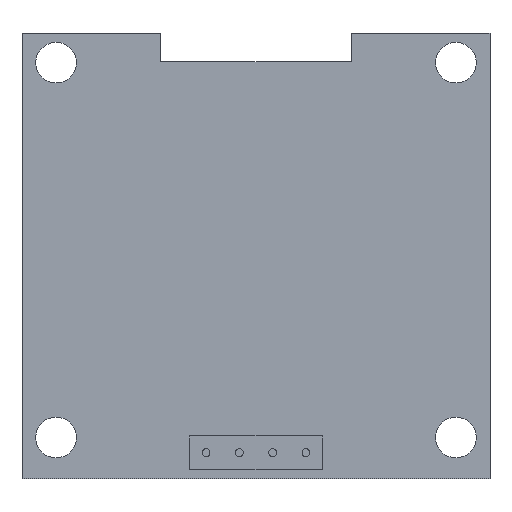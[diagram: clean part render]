
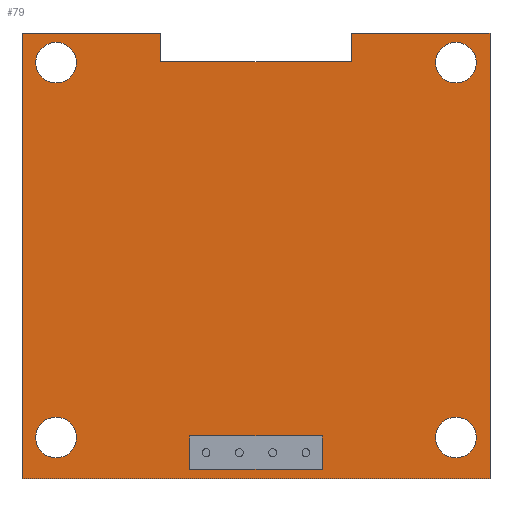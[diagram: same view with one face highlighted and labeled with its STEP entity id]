
A CAD part, front view. The second image highlights one B-rep face of the part: STEP entity #79.
In plain terms, the highlighted planar face has unit normal (0, -1, 0).
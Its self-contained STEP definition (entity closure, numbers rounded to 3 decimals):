
#79=ADVANCED_FACE('',(#369,#371,#373,#375,#377,#379,#381,#383,#385),#387,.T.);
#369=FACE_BOUND('',#370,.T.);
#370=EDGE_LOOP('',(#735,#736,#737,#738,#739,#740,#741,#742));
#371=FACE_BOUND('',#372,.T.);
#372=EDGE_LOOP('',(#743));
#373=FACE_BOUND('',#374,.T.);
#374=EDGE_LOOP('',(#744));
#375=FACE_BOUND('',#376,.T.);
#376=EDGE_LOOP('',(#745));
#377=FACE_BOUND('',#378,.T.);
#378=EDGE_LOOP('',(#746));
#379=FACE_BOUND('',#380,.T.);
#380=EDGE_LOOP('',(#747));
#381=FACE_BOUND('',#382,.T.);
#382=EDGE_LOOP('',(#748));
#383=FACE_BOUND('',#384,.T.);
#384=EDGE_LOOP('',(#749));
#385=FACE_BOUND('',#386,.T.);
#386=EDGE_LOOP('',(#750));
#387=PLANE('',#388);
#388=AXIS2_PLACEMENT_3D('',#389,#390,#391);
#389=CARTESIAN_POINT('',(0.,0.,0.));
#390=DIRECTION('',(0.,-1.,0.));
#391=DIRECTION('',(0.,0.,-1.));
#735=ORIENTED_EDGE('',*,*,#907,.T.);
#736=ORIENTED_EDGE('',*,*,#908,.F.);
#737=ORIENTED_EDGE('',*,*,#909,.F.);
#738=ORIENTED_EDGE('',*,*,#910,.F.);
#739=ORIENTED_EDGE('',*,*,#911,.F.);
#740=ORIENTED_EDGE('',*,*,#912,.F.);
#741=ORIENTED_EDGE('',*,*,#913,.T.);
#742=ORIENTED_EDGE('',*,*,#914,.T.);
#743=ORIENTED_EDGE('',*,*,#905,.F.);
#744=ORIENTED_EDGE('',*,*,#903,.F.);
#745=ORIENTED_EDGE('',*,*,#901,.F.);
#746=ORIENTED_EDGE('',*,*,#899,.F.);
#747=ORIENTED_EDGE('',*,*,#915,.T.);
#748=ORIENTED_EDGE('',*,*,#916,.T.);
#749=ORIENTED_EDGE('',*,*,#917,.T.);
#750=ORIENTED_EDGE('',*,*,#918,.T.);
#899=EDGE_CURVE('',#987,#987,#988,.T.);
#901=EDGE_CURVE('',#991,#991,#992,.T.);
#903=EDGE_CURVE('',#995,#995,#996,.T.);
#905=EDGE_CURVE('',#999,#999,#1000,.T.);
#907=EDGE_CURVE('',#1003,#1004,#1005,.T.);
#908=EDGE_CURVE('',#1006,#1004,#1007,.T.);
#909=EDGE_CURVE('',#1008,#1006,#1009,.T.);
#910=EDGE_CURVE('',#1010,#1008,#1011,.T.);
#911=EDGE_CURVE('',#1012,#1010,#1013,.T.);
#912=EDGE_CURVE('',#1014,#1012,#1015,.T.);
#913=EDGE_CURVE('',#1014,#1016,#1017,.T.);
#914=EDGE_CURVE('',#1016,#1003,#1018,.T.);
#915=EDGE_CURVE('',#1019,#1019,#1020,.T.);
#916=EDGE_CURVE('',#1021,#1021,#1022,.T.);
#917=EDGE_CURVE('',#1023,#1023,#1024,.T.);
#918=EDGE_CURVE('',#1025,#1025,#1026,.T.);
#987=VERTEX_POINT('',#1143);
#988=CIRCLE('',#1144,0.298);
#991=VERTEX_POINT('',#1153);
#992=CIRCLE('',#1154,0.298);
#995=VERTEX_POINT('',#1163);
#996=CIRCLE('',#1164,0.298);
#999=VERTEX_POINT('',#1173);
#1000=CIRCLE('',#1174,0.298);
#1003=VERTEX_POINT('',#1183);
#1004=VERTEX_POINT('',#1184);
#1005=LINE('',#1185,#1186);
#1006=VERTEX_POINT('',#1188);
#1007=LINE('',#1189,#1190);
#1008=VERTEX_POINT('',#1192);
#1009=LINE('',#1193,#1194);
#1010=VERTEX_POINT('',#1196);
#1011=LINE('',#1197,#1198);
#1012=VERTEX_POINT('',#1200);
#1013=LINE('',#1201,#1202);
#1014=VERTEX_POINT('',#1204);
#1015=LINE('',#1205,#1206);
#1016=VERTEX_POINT('',#1208);
#1017=LINE('',#1209,#1210);
#1018=LINE('',#1212,#1213);
#1019=VERTEX_POINT('',#1215);
#1020=CIRCLE('',#1216,1.55);
#1021=VERTEX_POINT('',#1220);
#1022=CIRCLE('',#1221,1.55);
#1023=VERTEX_POINT('',#1225);
#1024=CIRCLE('',#1226,1.55);
#1025=VERTEX_POINT('',#1230);
#1026=CIRCLE('',#1231,1.55);
#1143=CARTESIAN_POINT('',(-1.27,0.,-14.702));
#1144=AXIS2_PLACEMENT_3D('',#1145,#1146,#1147);
#1145=CARTESIAN_POINT('',(-1.27,0.,-15.));
#1146=DIRECTION('',(0.,-1.,0.));
#1147=DIRECTION('',(0.,0.,-1.));
#1153=CARTESIAN_POINT('',(-3.81,0.,-14.702));
#1154=AXIS2_PLACEMENT_3D('',#1155,#1156,#1157);
#1155=CARTESIAN_POINT('',(-3.81,0.,-15.));
#1156=DIRECTION('',(0.,-1.,0.));
#1157=DIRECTION('',(0.,0.,-1.));
#1163=CARTESIAN_POINT('',(1.27,0.,-14.702));
#1164=AXIS2_PLACEMENT_3D('',#1165,#1166,#1167);
#1165=CARTESIAN_POINT('',(1.27,0.,-15.));
#1166=DIRECTION('',(0.,-1.,0.));
#1167=DIRECTION('',(0.,0.,-1.));
#1173=CARTESIAN_POINT('',(3.81,0.,-14.702));
#1174=AXIS2_PLACEMENT_3D('',#1175,#1176,#1177);
#1175=CARTESIAN_POINT('',(3.81,0.,-15.));
#1176=DIRECTION('',(0.,-1.,0.));
#1177=DIRECTION('',(0.,0.,-1.));
#1183=CARTESIAN_POINT('',(-7.25,0.,14.8));
#1184=CARTESIAN_POINT('',(-7.25,0.,17.));
#1185=CARTESIAN_POINT('',(-7.25,0.,14.8));
#1186=VECTOR('',#1187,1.);
#1187=DIRECTION('',(0.,0.,1.));
#1188=CARTESIAN_POINT('',(-17.85,0.,17.));
#1189=CARTESIAN_POINT('',(-17.85,0.,17.));
#1190=VECTOR('',#1191,1.);
#1191=DIRECTION('',(1.,0.,0.));
#1192=CARTESIAN_POINT('',(-17.85,0.,-17.));
#1193=CARTESIAN_POINT('',(-17.85,0.,-17.));
#1194=VECTOR('',#1195,1.);
#1195=DIRECTION('',(0.,0.,1.));
#1196=CARTESIAN_POINT('',(17.85,0.,-17.));
#1197=CARTESIAN_POINT('',(17.85,0.,-17.));
#1198=VECTOR('',#1199,1.);
#1199=DIRECTION('',(-1.,0.,0.));
#1200=CARTESIAN_POINT('',(17.85,0.,17.));
#1201=CARTESIAN_POINT('',(17.85,0.,17.));
#1202=VECTOR('',#1203,1.);
#1203=DIRECTION('',(0.,0.,-1.));
#1204=CARTESIAN_POINT('',(7.25,0.,17.));
#1205=CARTESIAN_POINT('',(7.25,0.,17.));
#1206=VECTOR('',#1207,1.);
#1207=DIRECTION('',(1.,0.,0.));
#1208=CARTESIAN_POINT('',(7.25,0.,14.8));
#1209=CARTESIAN_POINT('',(7.25,0.,17.));
#1210=VECTOR('',#1211,1.);
#1211=DIRECTION('',(0.,0.,-1.));
#1212=CARTESIAN_POINT('',(7.25,0.,14.8));
#1213=VECTOR('',#1214,1.);
#1214=DIRECTION('',(-1.,0.,0.));
#1215=CARTESIAN_POINT('',(-15.25,0.,16.3));
#1216=AXIS2_PLACEMENT_3D('',#1217,#1218,#1219);
#1217=CARTESIAN_POINT('',(-15.25,0.,14.75));
#1218=DIRECTION('',(-0.,1.,-0.));
#1219=DIRECTION('',(0.,0.,-1.));
#1220=CARTESIAN_POINT('',(15.25,0.,16.3));
#1221=AXIS2_PLACEMENT_3D('',#1222,#1223,#1224);
#1222=CARTESIAN_POINT('',(15.25,0.,14.75));
#1223=DIRECTION('',(-0.,1.,-0.));
#1224=DIRECTION('',(0.,0.,-1.));
#1225=CARTESIAN_POINT('',(15.25,0.,-12.3));
#1226=AXIS2_PLACEMENT_3D('',#1227,#1228,#1229);
#1227=CARTESIAN_POINT('',(15.25,0.,-13.85));
#1228=DIRECTION('',(-0.,1.,-0.));
#1229=DIRECTION('',(0.,0.,-1.));
#1230=CARTESIAN_POINT('',(-15.25,0.,-12.3));
#1231=AXIS2_PLACEMENT_3D('',#1232,#1233,#1234);
#1232=CARTESIAN_POINT('',(-15.25,0.,-13.85));
#1233=DIRECTION('',(-0.,1.,-0.));
#1234=DIRECTION('',(0.,0.,-1.));
